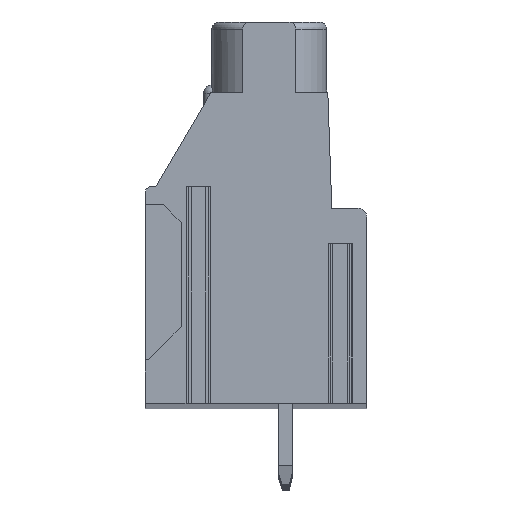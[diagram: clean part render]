
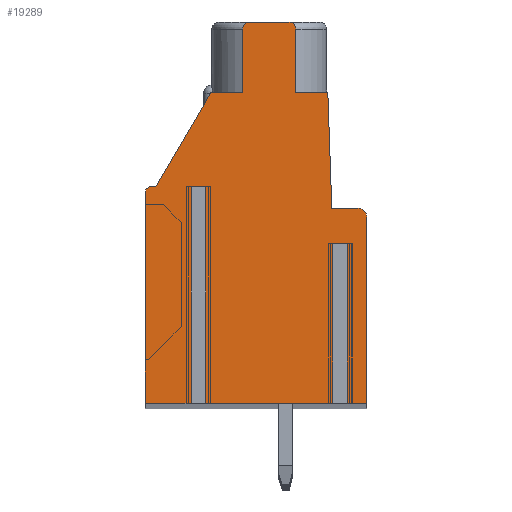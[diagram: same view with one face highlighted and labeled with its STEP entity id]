
A CAD part, top view. The second image highlights one B-rep face of the part: STEP entity #19289.
In plain terms, the highlighted planar face has unit normal (0, 0, 1).
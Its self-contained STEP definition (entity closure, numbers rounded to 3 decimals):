
#27=DIRECTION('',(-1.,0.,0.));
#28=VECTOR('',#27,0.82);
#29=CARTESIAN_POINT('',(-2.09,1.2,171.45));
#30=LINE('',#29,#28);
#31=DIRECTION('',(0.,1.,0.));
#32=VECTOR('',#31,12.2);
#33=CARTESIAN_POINT('',(-2.91,-11.,171.45));
#34=LINE('',#33,#32);
#35=DIRECTION('',(1.,0.,0.));
#36=VECTOR('',#35,2.59);
#37=CARTESIAN_POINT('',(-5.5,-11.,171.45));
#38=LINE('',#37,#36);
#39=DIRECTION('',(0.,-1.,0.));
#40=VECTOR('',#39,11.9);
#41=CARTESIAN_POINT('',(-5.5,0.9,171.45));
#42=LINE('',#41,#40);
#43=CARTESIAN_POINT('',(-5.2,0.9,171.45));
#44=DIRECTION('',(0.,0.,1.));
#45=DIRECTION('',(0.,1.,0.));
#46=AXIS2_PLACEMENT_3D('',#43,#44,#45);
#48=DIRECTION('',(-1.,0.,0.));
#49=VECTOR('',#48,0.3);
#50=CARTESIAN_POINT('',(-4.9,1.2,171.45));
#51=LINE('',#50,#49);
#52=DIRECTION('',(-0.505,-0.863,0.));
#53=VECTOR('',#52,6.14);
#54=CARTESIAN_POINT('',(-1.8,6.5,171.45));
#55=LINE('',#54,#53);
#56=DIRECTION('',(-1.,0.,0.));
#57=VECTOR('',#56,1.8);
#58=CARTESIAN_POINT('',(0.,6.5,171.45));
#59=LINE('',#58,#57);
#60=DIRECTION('',(0.,-1.,0.));
#61=VECTOR('',#60,3.6);
#62=CARTESIAN_POINT('',(0.,10.1,171.45));
#63=LINE('',#62,#61);
#64=CARTESIAN_POINT('',(0.4,10.1,171.45));
#65=DIRECTION('',(0.,0.,1.));
#66=DIRECTION('',(0.,1.,0.));
#67=AXIS2_PLACEMENT_3D('',#64,#65,#66);
#69=DIRECTION('',(-1.,0.,0.));
#70=VECTOR('',#69,2.2);
#71=CARTESIAN_POINT('',(2.6,10.5,171.45));
#72=LINE('',#71,#70);
#73=CARTESIAN_POINT('',(2.6,10.1,171.45));
#74=DIRECTION('',(0.,0.,1.));
#75=DIRECTION('',(1.,0.,0.));
#76=AXIS2_PLACEMENT_3D('',#73,#74,#75);
#78=DIRECTION('',(0.,1.,0.));
#79=VECTOR('',#78,3.6);
#80=CARTESIAN_POINT('',(3.,6.5,171.45));
#81=LINE('',#80,#79);
#82=DIRECTION('',(-1.,0.,0.));
#83=VECTOR('',#82,1.8);
#84=CARTESIAN_POINT('',(4.8,6.5,171.45));
#85=LINE('',#84,#83);
#86=DIRECTION('',(-0.035,0.999,0.));
#87=VECTOR('',#86,6.504);
#88=CARTESIAN_POINT('',(5.027,0.,171.45));
#89=LINE('',#88,#87);
#90=DIRECTION('',(-1.,0.,0.));
#91=VECTOR('',#90,1.473);
#92=CARTESIAN_POINT('',(6.5,0.,171.45));
#93=LINE('',#92,#91);
#94=CARTESIAN_POINT('',(6.5,-0.5,171.45));
#95=DIRECTION('',(0.,0.,1.));
#96=DIRECTION('',(1.,0.,0.));
#97=AXIS2_PLACEMENT_3D('',#94,#95,#96);
#99=DIRECTION('',(0.,1.,0.));
#100=VECTOR('',#99,10.5);
#101=CARTESIAN_POINT('',(7.,-11.,171.45));
#102=LINE('',#101,#100);
#103=DIRECTION('',(1.,0.,0.));
#104=VECTOR('',#103,1.09);
#105=CARTESIAN_POINT('',(5.91,-11.,171.45));
#106=LINE('',#105,#104);
#107=DIRECTION('',(0.,1.,0.));
#108=VECTOR('',#107,9.);
#109=CARTESIAN_POINT('',(5.91,-11.,171.45));
#110=LINE('',#109,#108);
#111=DIRECTION('',(-1.,0.,0.));
#112=VECTOR('',#111,0.82);
#113=CARTESIAN_POINT('',(5.91,-2.,171.45));
#114=LINE('',#113,#112);
#115=DIRECTION('',(0.,1.,0.));
#116=VECTOR('',#115,9.);
#117=CARTESIAN_POINT('',(5.09,-11.,171.45));
#118=LINE('',#117,#116);
#119=DIRECTION('',(1.,0.,0.));
#120=VECTOR('',#119,7.18);
#121=CARTESIAN_POINT('',(-2.09,-11.,171.45));
#122=LINE('',#121,#120);
#123=DIRECTION('',(0.,1.,0.));
#124=VECTOR('',#123,12.2);
#125=CARTESIAN_POINT('',(-2.09,-11.,171.45));
#126=LINE('',#125,#124);
#15209=CARTESIAN_POINT('',(7.,-11.,171.45));
#15210=CARTESIAN_POINT('',(7.,-0.5,171.45));
#15211=VERTEX_POINT('',#15209);
#15212=VERTEX_POINT('',#15210);
#15213=CARTESIAN_POINT('',(6.5,0.,171.45));
#15214=VERTEX_POINT('',#15213);
#15215=CARTESIAN_POINT('',(5.027,0.,171.45));
#15216=VERTEX_POINT('',#15215);
#15217=CARTESIAN_POINT('',(4.8,6.5,171.45));
#15218=VERTEX_POINT('',#15217);
#15219=CARTESIAN_POINT('',(3.,6.5,171.45));
#15220=VERTEX_POINT('',#15219);
#15221=CARTESIAN_POINT('',(3.,10.1,171.45));
#15222=VERTEX_POINT('',#15221);
#15223=CARTESIAN_POINT('',(2.6,10.5,171.45));
#15224=VERTEX_POINT('',#15223);
#15225=CARTESIAN_POINT('',(0.4,10.5,171.45));
#15226=VERTEX_POINT('',#15225);
#15227=CARTESIAN_POINT('',(0.,10.1,171.45));
#15228=VERTEX_POINT('',#15227);
#15229=CARTESIAN_POINT('',(0.,6.5,171.45));
#15230=VERTEX_POINT('',#15229);
#15231=CARTESIAN_POINT('',(-1.8,6.5,171.45));
#15232=VERTEX_POINT('',#15231);
#15233=CARTESIAN_POINT('',(-4.9,1.2,171.45));
#15234=VERTEX_POINT('',#15233);
#15235=CARTESIAN_POINT('',(-5.2,1.2,171.45));
#15236=VERTEX_POINT('',#15235);
#15237=CARTESIAN_POINT('',(-5.5,0.9,171.45));
#15238=VERTEX_POINT('',#15237);
#15239=CARTESIAN_POINT('',(-5.5,-11.,171.45));
#15240=VERTEX_POINT('',#15239);
#15361=CARTESIAN_POINT('',(5.91,-2.,171.45));
#15362=CARTESIAN_POINT('',(5.09,-2.,171.45));
#15363=VERTEX_POINT('',#15361);
#15364=VERTEX_POINT('',#15362);
#15365=CARTESIAN_POINT('',(5.09,-11.,171.45));
#15366=VERTEX_POINT('',#15365);
#15367=CARTESIAN_POINT('',(5.91,-11.,171.45));
#15368=VERTEX_POINT('',#15367);
#15385=CARTESIAN_POINT('',(-2.09,1.2,171.45));
#15386=CARTESIAN_POINT('',(-2.91,1.2,171.45));
#15387=VERTEX_POINT('',#15385);
#15388=VERTEX_POINT('',#15386);
#15389=CARTESIAN_POINT('',(-2.09,-11.,171.45));
#15390=VERTEX_POINT('',#15389);
#15391=CARTESIAN_POINT('',(-2.91,-11.,171.45));
#15392=VERTEX_POINT('',#15391);
#19234=CARTESIAN_POINT('',(0.,0.,171.45));
#19235=DIRECTION('',(0.,0.,1.));
#19236=DIRECTION('',(1.,0.,0.));
#19237=AXIS2_PLACEMENT_3D('',#19234,#19235,#19236);
#19238=PLANE('',#19237);
#19240=ORIENTED_EDGE('',*,*,#19239,.T.);
#19242=ORIENTED_EDGE('',*,*,#19241,.F.);
#19244=ORIENTED_EDGE('',*,*,#19243,.F.);
#19246=ORIENTED_EDGE('',*,*,#19245,.F.);
#19248=ORIENTED_EDGE('',*,*,#19247,.F.);
#19250=ORIENTED_EDGE('',*,*,#19249,.F.);
#19252=ORIENTED_EDGE('',*,*,#19251,.F.);
#19254=ORIENTED_EDGE('',*,*,#19253,.F.);
#19256=ORIENTED_EDGE('',*,*,#19255,.F.);
#19258=ORIENTED_EDGE('',*,*,#19257,.F.);
#19260=ORIENTED_EDGE('',*,*,#19259,.F.);
#19262=ORIENTED_EDGE('',*,*,#19261,.F.);
#19264=ORIENTED_EDGE('',*,*,#19263,.F.);
#19266=ORIENTED_EDGE('',*,*,#19265,.F.);
#19268=ORIENTED_EDGE('',*,*,#19267,.F.);
#19270=ORIENTED_EDGE('',*,*,#19269,.F.);
#19272=ORIENTED_EDGE('',*,*,#19271,.F.);
#19274=ORIENTED_EDGE('',*,*,#19273,.F.);
#19276=ORIENTED_EDGE('',*,*,#19275,.F.);
#19278=ORIENTED_EDGE('',*,*,#19277,.T.);
#19280=ORIENTED_EDGE('',*,*,#19279,.T.);
#19282=ORIENTED_EDGE('',*,*,#19281,.F.);
#19284=ORIENTED_EDGE('',*,*,#19283,.F.);
#19286=ORIENTED_EDGE('',*,*,#19285,.T.);
#19287=EDGE_LOOP('',(#19240,#19242,#19244,#19246,#19248,#19250,#19252,#19254,
#19256,#19258,#19260,#19262,#19264,#19266,#19268,#19270,#19272,#19274,#19276,
#19278,#19280,#19282,#19284,#19286));
#19288=FACE_OUTER_BOUND('',#19287,.F.);
#47=CIRCLE('',#46,0.3);
#68=CIRCLE('',#67,0.4);
#77=CIRCLE('',#76,0.4);
#98=CIRCLE('',#97,0.5);
#19239=EDGE_CURVE('',#15387,#15388,#30,.T.);
#19241=EDGE_CURVE('',#15392,#15388,#34,.T.);
#19243=EDGE_CURVE('',#15240,#15392,#38,.T.);
#19245=EDGE_CURVE('',#15238,#15240,#42,.T.);
#19247=EDGE_CURVE('',#15236,#15238,#47,.T.);
#19249=EDGE_CURVE('',#15234,#15236,#51,.T.);
#19251=EDGE_CURVE('',#15232,#15234,#55,.T.);
#19253=EDGE_CURVE('',#15230,#15232,#59,.T.);
#19255=EDGE_CURVE('',#15228,#15230,#63,.T.);
#19257=EDGE_CURVE('',#15226,#15228,#68,.T.);
#19259=EDGE_CURVE('',#15224,#15226,#72,.T.);
#19261=EDGE_CURVE('',#15222,#15224,#77,.T.);
#19263=EDGE_CURVE('',#15220,#15222,#81,.T.);
#19265=EDGE_CURVE('',#15218,#15220,#85,.T.);
#19267=EDGE_CURVE('',#15216,#15218,#89,.T.);
#19269=EDGE_CURVE('',#15214,#15216,#93,.T.);
#19271=EDGE_CURVE('',#15212,#15214,#98,.T.);
#19273=EDGE_CURVE('',#15211,#15212,#102,.T.);
#19275=EDGE_CURVE('',#15368,#15211,#106,.T.);
#19277=EDGE_CURVE('',#15368,#15363,#110,.T.);
#19279=EDGE_CURVE('',#15363,#15364,#114,.T.);
#19281=EDGE_CURVE('',#15366,#15364,#118,.T.);
#19283=EDGE_CURVE('',#15390,#15366,#122,.T.);
#19285=EDGE_CURVE('',#15390,#15387,#126,.T.);
#19289=ADVANCED_FACE('',(#19288),#19238,.T.);
